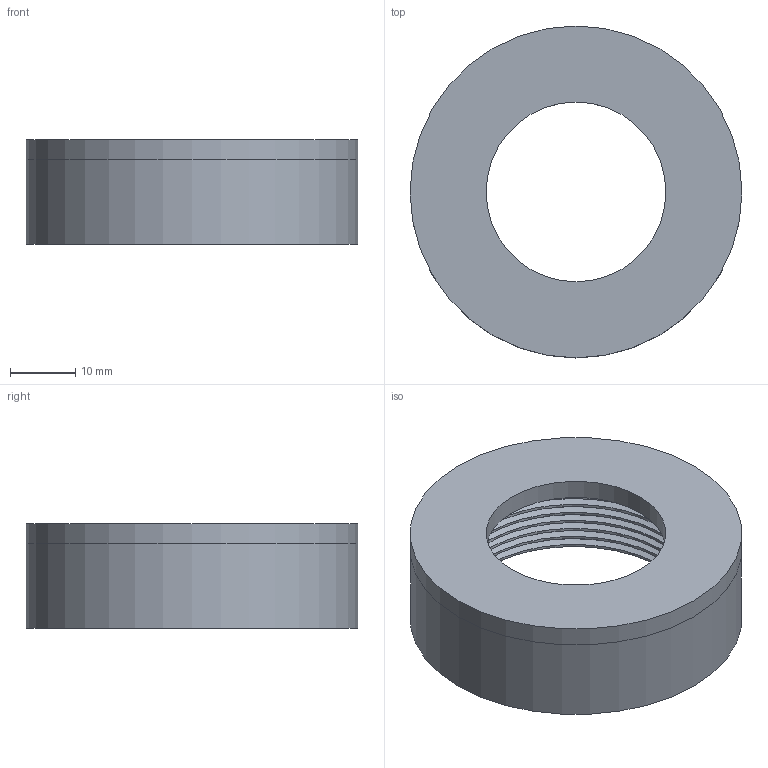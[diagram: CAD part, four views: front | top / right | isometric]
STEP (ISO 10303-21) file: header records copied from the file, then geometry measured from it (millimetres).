
FILE_DESCRIPTION(/* description */ (''),/* implementation_level */ '2;1');
FILE_NAME(/* name */ 'Eyepieace_Lens_Cover.step',/* time_stamp */ '2024-11-05T02:38:41+09:00',/* author */ (''),/* organization */ (''),/* preprocessor_version */ 'ST-DEVELOPER v20',/* originating_system */ 'Autodesk Translation Framework v13.20.0.188',/* authorisation */ '');
FILE_SCHEMA (('AUTOMOTIVE_DESIGN { 1 0 10303 214 3 1 1 }'));
Length unit declared in the file: millimetre
Products named in the file (1): PVS-114514
Bounding box: 50.75 x 50.75 x 16 mm (x, y, z)
Volume: 15672.3 mm3; surface area: 9994.7 mm2
Topology: 2 solids, 2 shells, 29 faces, 75 edges, 50 vertices
Faces by surface type: cylinder 23, plane 4, bspline 2
Full cylindrical faces by diameter (mm): 27.5 x1, 37.526 x8, 39.208 x8, 50.75 x2
Entity records: 3279 total; most frequent: CARTESIAN_POINT 2606, ORIENTED_EDGE 150, DIRECTION 99, EDGE_CURVE 75, VERTEX_POINT 50, B_SPLINE_CURVE_WITH_KNOTS 43, AXIS2_PLACEMENT_3D 39, EDGE_LOOP 33
